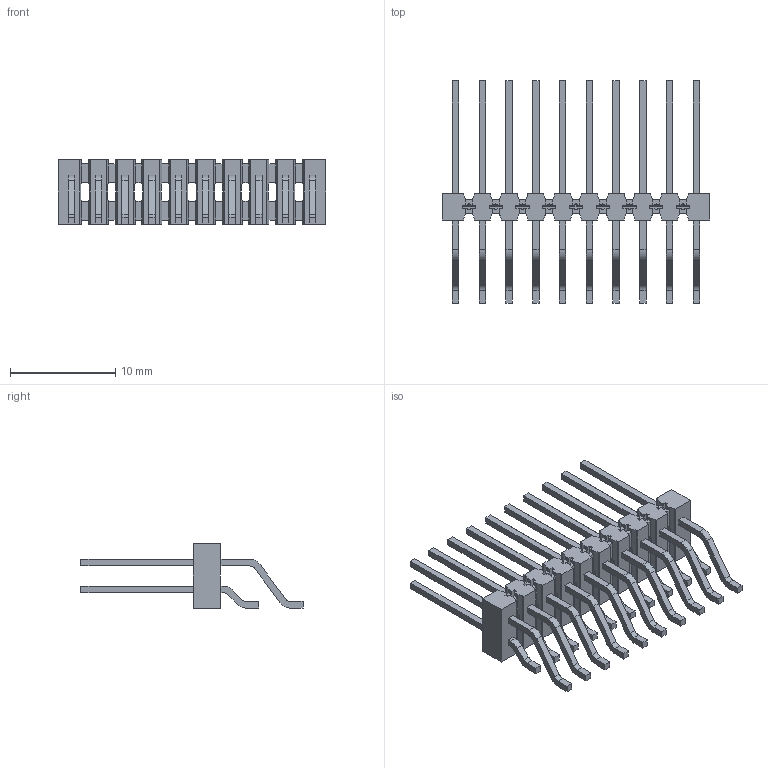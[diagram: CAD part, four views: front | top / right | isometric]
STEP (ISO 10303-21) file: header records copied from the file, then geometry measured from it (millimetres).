
FILE_DESCRIPTION(('FreeCAD Model'),'2;1');
FILE_NAME('Open CASCADE Shape Model','2025-02-20T15:20:58',(''),(''), 'Open CASCADE STEP processor 7.8','FreeCAD','Unknown');
FILE_SCHEMA(('AUTOMOTIVE_DESIGN { 1 0 10303 214 1 1 1 1 }'));
Length unit declared in the file: millimetre
Products named in the file (4): TSM-110-03-L-DH-P-TR_(pad hidden); TSM-110-03-DH_body; T-1S6-09-L(-03-10-DH); T-1S6-09-L(-03-10-DH)2
Assembly tree (3 placements, depth 2):
  TSM-110-03-L-DH-P-TR_(pad hidden)
    TSM-110-03-DH_body
    T-1S6-09-L(-03-10-DH)
    T-1S6-09-L(-03-10-DH)2
Bounding box: 25.4 x 21.08 x 6.1 mm (x, y, z)
Volume: 449.7 mm3; surface area: 2005.2 mm2
Topology: 3 solids, 3 shells, 1016 faces, 2892 edges, 1904 vertices
Faces by surface type: plane 900, cylinder 116
Entity records: 32753 total; most frequent: CARTESIAN_POINT 5816, ORIENTED_EDGE 5784, DIRECTION 5164, EDGE_CURVE 2892, LINE 2660, VECTOR 2660, VERTEX_POINT 1904, AXIS2_PLACEMENT_3D 1252
